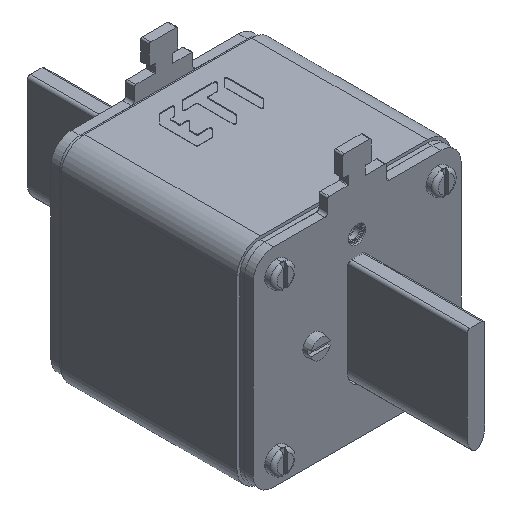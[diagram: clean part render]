
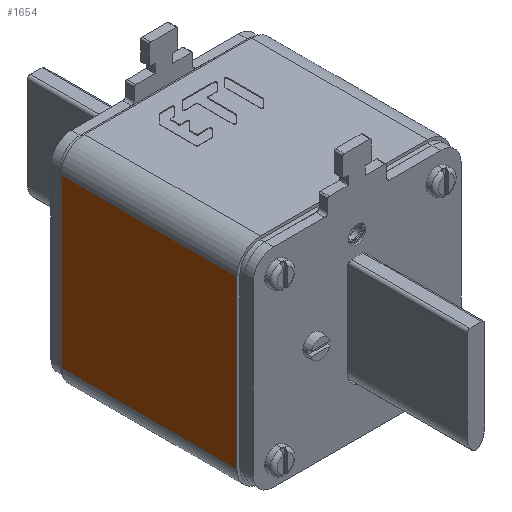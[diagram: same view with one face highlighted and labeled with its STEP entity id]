
A CAD part, isometric view. The second image highlights one B-rep face of the part: STEP entity #1654.
In plain terms, the highlighted face is planar.
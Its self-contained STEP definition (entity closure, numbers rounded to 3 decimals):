
#185=DIRECTION('',(0.,1.,0.));
#186=VECTOR('',#185,57.);
#187=CARTESIAN_POINT('',(36.5,-28.5,-30.));
#188=LINE('',#187,#186);
#192=DIRECTION('',(0.,0.,-1.));
#193=VECTOR('',#192,60.);
#194=CARTESIAN_POINT('',(36.5,28.5,30.));
#195=LINE('',#194,#193);
#199=DIRECTION('',(0.,0.,-1.));
#200=VECTOR('',#199,60.);
#201=CARTESIAN_POINT('',(36.5,-28.5,30.));
#202=LINE('',#201,#200);
#616=DIRECTION('',(0.,1.,0.));
#617=VECTOR('',#616,57.);
#618=CARTESIAN_POINT('',(36.5,-28.5,30.));
#619=LINE('',#618,#617);
#1365=CARTESIAN_POINT('',(36.5,28.5,-30.));
#1367=VERTEX_POINT('',#1365);
#1368=CARTESIAN_POINT('',(36.5,28.5,30.));
#1369=VERTEX_POINT('',#1368);
#1388=CARTESIAN_POINT('',(36.5,-28.5,-30.));
#1390=VERTEX_POINT('',#1388);
#1394=CARTESIAN_POINT('',(36.5,-28.5,30.));
#1395=VERTEX_POINT('',#1394);
#1641=CARTESIAN_POINT('',(36.5,-36.5,-30.));
#1642=DIRECTION('',(1.,0.,0.));
#1643=DIRECTION('',(0.,1.,0.));
#1644=AXIS2_PLACEMENT_3D('',#1641,#1642,#1643);
#1645=PLANE('',#1644);
#1646=ORIENTED_EDGE('',*,*,#1625,.T.);
#1647=ORIENTED_EDGE('',*,*,#1607,.F.);
#1649=ORIENTED_EDGE('',*,*,#1648,.F.);
#1651=ORIENTED_EDGE('',*,*,#1650,.T.);
#1652=EDGE_LOOP('',(#1646,#1647,#1649,#1651));
#1653=FACE_OUTER_BOUND('',#1652,.F.);
#1607=EDGE_CURVE('',#1390,#1367,#188,.T.);
#1625=EDGE_CURVE('',#1369,#1367,#195,.T.);
#1648=EDGE_CURVE('',#1395,#1390,#202,.T.);
#1650=EDGE_CURVE('',#1395,#1369,#619,.T.);
#1654=ADVANCED_FACE('',(#1653),#1645,.T.);
